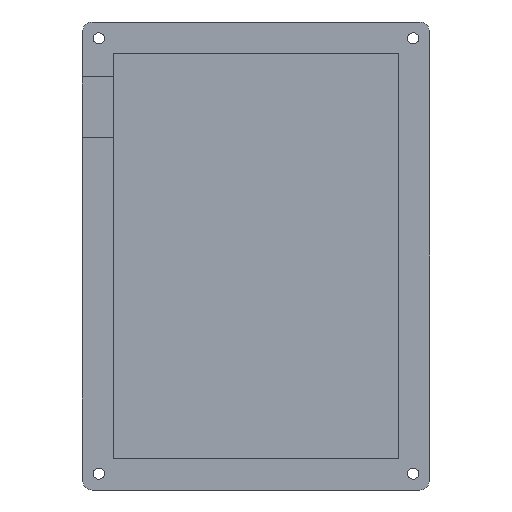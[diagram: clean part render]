
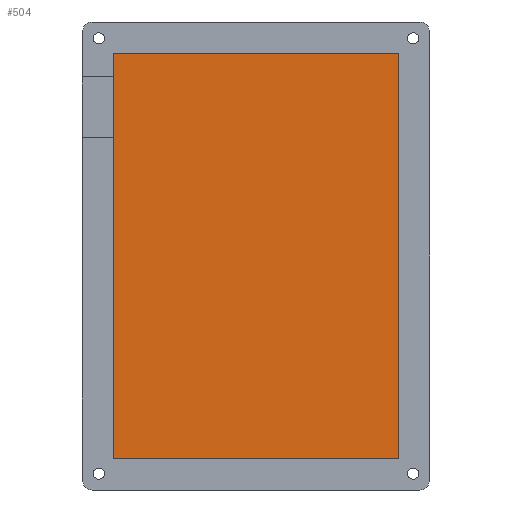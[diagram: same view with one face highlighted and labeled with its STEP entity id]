
A CAD part, front view. The second image highlights one B-rep face of the part: STEP entity #504.
In plain terms, the highlighted planar face has unit normal (0, -1, 0).
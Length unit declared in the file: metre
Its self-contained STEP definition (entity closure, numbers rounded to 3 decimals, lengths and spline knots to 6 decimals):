
#27=LINE('',#810,#67);
#42=LINE('',#838,#82);
#44=LINE('',#842,#84);
#46=LINE('',#846,#86);
#67=VECTOR('',#656,1.);
#82=VECTOR('',#679,1.);
#84=VECTOR('',#683,1.);
#86=VECTOR('',#687,1.);
#104=PLANE('',#569);
#198=ORIENTED_EDGE('',*,*,#286,.F.);
#199=ORIENTED_EDGE('',*,*,#271,.T.);
#200=ORIENTED_EDGE('',*,*,#290,.T.);
#201=ORIENTED_EDGE('',*,*,#288,.F.);
#271=EDGE_CURVE('',#335,#334,#27,.T.);
#286=EDGE_CURVE('',#335,#344,#42,.T.);
#288=EDGE_CURVE('',#344,#345,#44,.T.);
#290=EDGE_CURVE('',#334,#345,#46,.T.);
#334=VERTEX_POINT('',#809);
#335=VERTEX_POINT('',#811);
#344=VERTEX_POINT('',#839);
#345=VERTEX_POINT('',#843);
#408=EDGE_LOOP('',(#198,#199,#200,#201));
#458=FACE_BOUND('',#408,.T.);
#504=ADVANCED_FACE('',(#458),#104,.T.);
#569=AXIS2_PLACEMENT_3D('',#858,#703,#704);
#656=DIRECTION('',(0.,0.,-1.));
#679=DIRECTION('',(1.,0.,0.));
#683=DIRECTION('',(0.,0.,-1.));
#687=DIRECTION('',(1.,0.,0.));
#703=DIRECTION('',(0.,-1.,0.));
#704=DIRECTION('',(1.,0.,0.));
#809=CARTESIAN_POINT('',(-0.071297,-0.003,-0.030834));
#810=CARTESIAN_POINT('',(-0.071297,-0.003,0.031366));
#811=CARTESIAN_POINT('',(-0.071297,-0.003,0.093566));
#838=CARTESIAN_POINT('',(-0.027627,-0.003,0.093566));
#839=CARTESIAN_POINT('',(0.016043,-0.003,0.093566));
#842=CARTESIAN_POINT('',(0.016043,-0.003,0.031366));
#843=CARTESIAN_POINT('',(0.016043,-0.003,-0.030834));
#846=CARTESIAN_POINT('',(-0.027627,-0.003,-0.030834));
#858=CARTESIAN_POINT('',(-0.027627,-0.003,0.031366));
